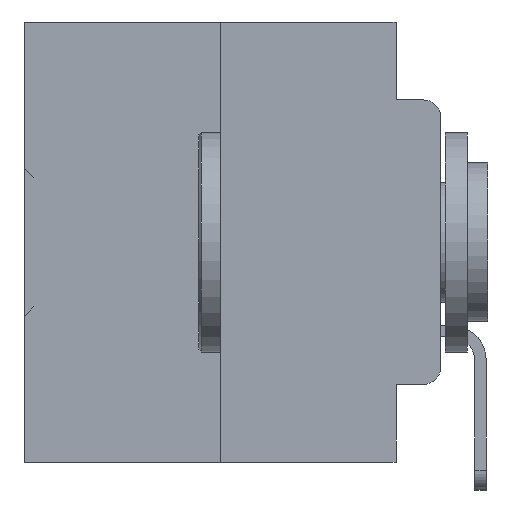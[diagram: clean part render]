
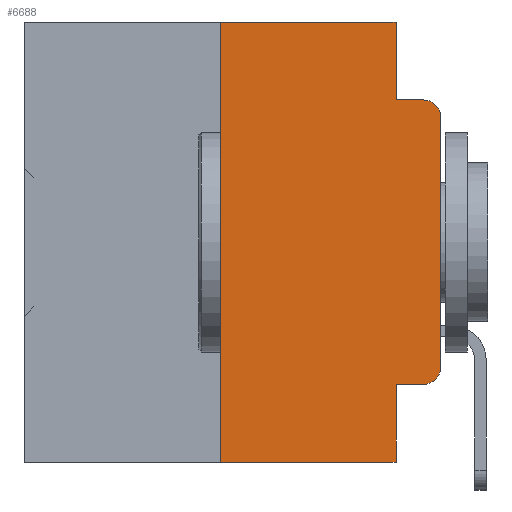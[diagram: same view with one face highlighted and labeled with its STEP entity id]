
A CAD part, left-side view. The second image highlights one B-rep face of the part: STEP entity #6688.
In plain terms, the highlighted planar face has unit normal (-1, 0, 0).
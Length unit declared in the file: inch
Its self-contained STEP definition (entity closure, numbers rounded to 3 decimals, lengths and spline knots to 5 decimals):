
#356 = CARTESIAN_POINT ( 'NONE',  ( 0., 0.051, -0.0885 ) ) ;
#461 = EDGE_CURVE ( 'NONE', #28446, #3677, #20112, .T. ) ;
#478 = CARTESIAN_POINT ( 'NONE',  ( 0., 0.473, 0. ) ) ;
#818 = LINE ( 'NONE', #30104, #23358 ) ;
#1261 = DIRECTION ( 'NONE',  ( 0., 0., 1. ) ) ;
#1577 = CARTESIAN_POINT ( 'NONE',  ( 0., 0.473, -0.5 ) ) ;
#1826 = CARTESIAN_POINT ( 'NONE',  ( 0., 0.473, 0. ) ) ;
#2290 = DIRECTION ( 'NONE',  ( -1., 0., 0. ) ) ;
#2653 = EDGE_LOOP ( 'NONE', ( #3037, #3674, #4312, #4484, #4700, #4785, #4910, #5316, #5414, #5535 ) ) ;
#3037 = ORIENTED_EDGE ( 'NONE', *, *, #461, .T. ) ;
#3624 = AXIS2_PLACEMENT_3D ( 'NONE', #20684, #2290, #23685 ) ;
#3674 = ORIENTED_EDGE ( 'NONE', *, *, #7606, .T. ) ;
#3677 = VERTEX_POINT ( 'NONE', #10260 ) ;
#3686 = DIRECTION ( 'NONE',  ( 1., 0., 0. ) ) ;
#3823 = VECTOR ( 'NONE', #1261, 39.37008 ) ;
#4174 = CARTESIAN_POINT ( 'NONE',  ( 0., 0.051, -0.4115 ) ) ;
#4312 = ORIENTED_EDGE ( 'NONE', *, *, #36050, .F. ) ;
#4357 = DIRECTION ( 'NONE',  ( 0., -1., 0. ) ) ;
#4484 = ORIENTED_EDGE ( 'NONE', *, *, #30452, .F. ) ;
#4700 = ORIENTED_EDGE ( 'NONE', *, *, #21003, .F. ) ;
#4785 = ORIENTED_EDGE ( 'NONE', *, *, #10467, .F. ) ;
#4910 = ORIENTED_EDGE ( 'NONE', *, *, #29577, .T. ) ;
#5316 = ORIENTED_EDGE ( 'NONE', *, *, #35583, .F. ) ;
#5414 = ORIENTED_EDGE ( 'NONE', *, *, #17592, .T. ) ;
#5496 = DIRECTION ( 'NONE',  ( 0., 0., -1. ) ) ;
#5535 = ORIENTED_EDGE ( 'NONE', *, *, #13520, .T. ) ;
#5915 = CARTESIAN_POINT ( 'NONE',  ( 0., 0.25, 0. ) ) ;
#6688 = ADVANCED_FACE ( 'NONE', ( #26145 ), #18988, .F. ) ;
#7606 = EDGE_CURVE ( 'NONE', #3677, #24515, #8596, .T. ) ;
#7922 = DIRECTION ( 'NONE',  ( 0., -1., 0. ) ) ;
#8596 = CIRCLE ( 'NONE', #3624, 0.02 ) ;
#10260 = CARTESIAN_POINT ( 'NONE',  ( 0., 0., -0.1085 ) ) ;
#10467 = EDGE_CURVE ( 'NONE', #36702, #11097, #13093, .T. ) ;
#11097 = VERTEX_POINT ( 'NONE', #11102 ) ;
#11102 = CARTESIAN_POINT ( 'NONE',  ( 0., 0.25, 0. ) ) ;
#11198 = VECTOR ( 'NONE', #24114, 39.37008 ) ;
#11314 = DIRECTION ( 'NONE',  ( 0., -1., 0. ) ) ;
#12699 = VECTOR ( 'NONE', #7922, 39.37008 ) ;
#13093 = LINE ( 'NONE', #5915, #11198 ) ;
#13520 = EDGE_CURVE ( 'NONE', #30013, #28446, #15495, .T. ) ;
#13574 = CARTESIAN_POINT ( 'NONE',  ( 0., 0.051, -0.4115 ) ) ;
#13576 = VECTOR ( 'NONE', #5496, 39.37008 ) ;
#14001 = CARTESIAN_POINT ( 'NONE',  ( 0., 0.051, -0.0885 ) ) ;
#15299 = DIRECTION ( 'NONE',  ( -1., 0., 0. ) ) ;
#15324 = LINE ( 'NONE', #1826, #16289 ) ;
#15495 = CIRCLE ( 'NONE', #18451, 0.02 ) ;
#16289 = VECTOR ( 'NONE', #11314, 39.37008 ) ;
#16366 = CARTESIAN_POINT ( 'NONE',  ( 0., 0.051, -0.5 ) ) ;
#16435 = CARTESIAN_POINT ( 'NONE',  ( 0., 0., -0.3915 ) ) ;
#16511 = CARTESIAN_POINT ( 'NONE',  ( 0., 0.25, -0.5 ) ) ;
#16567 = CARTESIAN_POINT ( 'NONE',  ( 0., 0.02, -0.0885 ) ) ;
#17325 = VECTOR ( 'NONE', #22887, 39.37008 ) ;
#17592 = EDGE_CURVE ( 'NONE', #37852, #30013, #29152, .T. ) ;
#18451 = AXIS2_PLACEMENT_3D ( 'NONE', #32897, #15299, #35661 ) ;
#18988 = PLANE ( 'NONE',  #19778 ) ;
#19778 = AXIS2_PLACEMENT_3D ( 'NONE', #478, #3686, #24963 ) ;
#20112 = LINE ( 'NONE', #37124, #3823 ) ;
#20684 = CARTESIAN_POINT ( 'NONE',  ( 0., 0.02, -0.1085 ) ) ;
#21003 = EDGE_CURVE ( 'NONE', #11097, #21895, #15324, .T. ) ;
#21274 = VECTOR ( 'NONE', #4357, 39.37008 ) ;
#21533 = LINE ( 'NONE', #35124, #13576 ) ;
#21895 = VERTEX_POINT ( 'NONE', #24075 ) ;
#22887 = DIRECTION ( 'NONE',  ( 0., -1., 0. ) ) ;
#23358 = VECTOR ( 'NONE', #32971, 39.37008 ) ;
#23685 = DIRECTION ( 'NONE',  ( 0., 0., -1. ) ) ;
#24075 = CARTESIAN_POINT ( 'NONE',  ( 0., 0.051, 0. ) ) ;
#24114 = DIRECTION ( 'NONE',  ( 0., 0., 1. ) ) ;
#24515 = VERTEX_POINT ( 'NONE', #16567 ) ;
#24963 = DIRECTION ( 'NONE',  ( 0., 0., -1. ) ) ;
#26145 = FACE_OUTER_BOUND ( 'NONE', #2653, .T. ) ;
#28019 = CARTESIAN_POINT ( 'NONE',  ( 0., 0.02, -0.4115 ) ) ;
#28356 = VERTEX_POINT ( 'NONE', #356 ) ;
#28446 = VERTEX_POINT ( 'NONE', #16435 ) ;
#29152 = LINE ( 'NONE', #13574, #21274 ) ;
#29577 = EDGE_CURVE ( 'NONE', #36702, #37796, #36029, .T. ) ;
#30013 = VERTEX_POINT ( 'NONE', #28019 ) ;
#30104 = CARTESIAN_POINT ( 'NONE',  ( 0., 0.051, 0. ) ) ;
#30452 = EDGE_CURVE ( 'NONE', #21895, #28356, #21533, .T. ) ;
#32888 = LINE ( 'NONE', #14001, #17325 ) ;
#32897 = CARTESIAN_POINT ( 'NONE',  ( 0., 0.02, -0.3915 ) ) ;
#32971 = DIRECTION ( 'NONE',  ( 0., 0., -1. ) ) ;
#35124 = CARTESIAN_POINT ( 'NONE',  ( 0., 0.051, 0. ) ) ;
#35583 = EDGE_CURVE ( 'NONE', #37852, #37796, #818, .T. ) ;
#35661 = DIRECTION ( 'NONE',  ( 0., 0., -1. ) ) ;
#36029 = LINE ( 'NONE', #1577, #12699 ) ;
#36050 = EDGE_CURVE ( 'NONE', #28356, #24515, #32888, .T. ) ;
#36702 = VERTEX_POINT ( 'NONE', #16511 ) ;
#37124 = CARTESIAN_POINT ( 'NONE',  ( 0., 0., 0. ) ) ;
#37796 = VERTEX_POINT ( 'NONE', #16366 ) ;
#37852 = VERTEX_POINT ( 'NONE', #4174 ) ;
